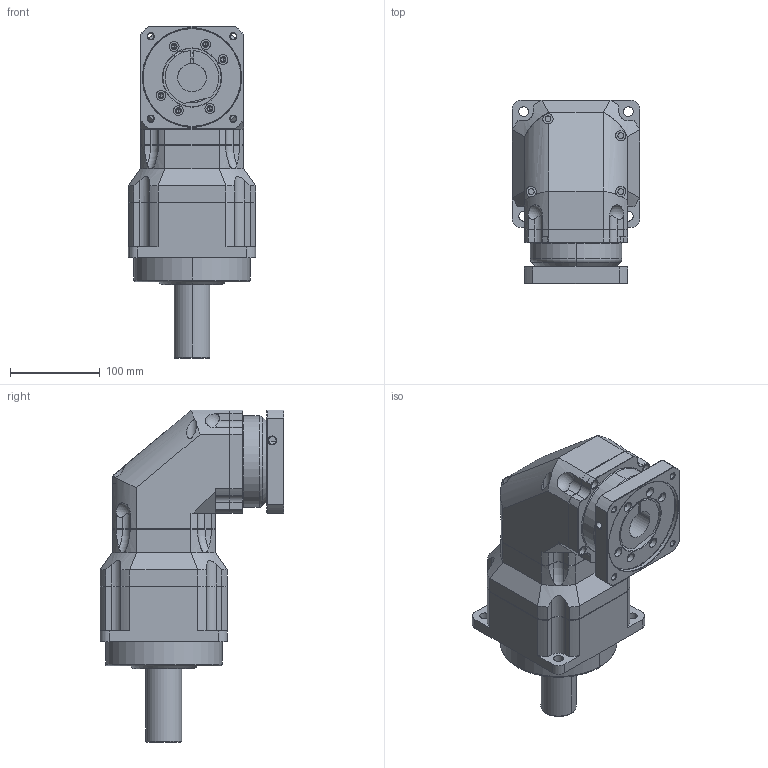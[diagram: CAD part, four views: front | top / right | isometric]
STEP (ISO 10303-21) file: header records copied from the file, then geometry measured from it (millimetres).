
FILE_DESCRIPTION((''),'2;1');
FILE_NAME('AFR1402-P0403401001_ASM','2008-09-16T',('d00080'),(''),'PRO/ENGINEER BY PARAMETRIC TECHNOLOGY CORPORATION, 2006170','PRO/ENGINEER BY PARAMETRIC TECHNOLOGY CORPORATION, 2006170','');
FILE_SCHEMA(('CONFIG_CONTROL_DESIGN'));
Length unit declared in the file: millimetre
Products named in the file (6): AF1402; AB1422-1; P1001400001; P1301400001; P0403401001; AFR1402-P0403401001_ASM
Assembly tree (5 placements, depth 2):
  AFR1402-P0403401001_ASM
    AF1402
    AB1422-1
    P1001400001
    P1301400001
    P0403401001
Bounding box: 142 x 205 x 370.5 mm (x, y, z)
Volume: 3806491.9 mm3; surface area: 397904.3 mm2
Topology: 6 solids, 24 shells, 792 faces, 1868 edges, 1130 vertices
Faces by surface type: cylinder 302, plane 224, cone 186, torus 72, bspline 4, sphere 4
Entity records: 23664 total; most frequent: CARTESIAN_POINT 4962, DIRECTION 4203, ORIENTED_EDGE 3610, EDGE_CURVE 1844, AXIS2_PLACEMENT_3D 1713, VERTEX_POINT 1130, EDGE_LOOP 914, CIRCLE 906
